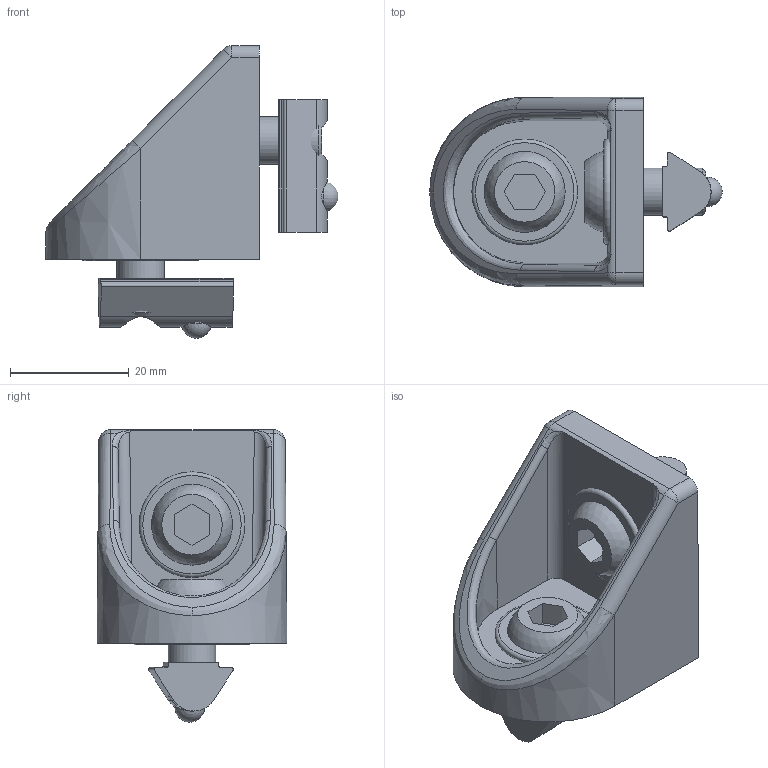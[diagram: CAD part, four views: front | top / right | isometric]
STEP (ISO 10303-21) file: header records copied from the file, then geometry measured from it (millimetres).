
FILE_DESCRIPTION(/* description */ (''),/* implementation_level */ '2;1');
FILE_NAME(/* name */ '10454_KriTec_Gelenkwinkel_8_Satz.stp',/* time_stamp */ '2020-04-02T11:58:46+02:00',/* author */ ('Nell'),/* organization */ (''),/* preprocessor_version */ 'ST-DEVELOPER v17',/* originating_system */ 'Autodesk Inventor 2018',/* authorisation */ '');
FILE_SCHEMA (('AUTOMOTIVE_DESIGN { 1 0 10303 214 3 1 1 }'));
Length unit declared in the file: millimetre
Products named in the file (5): 10454_KriTec_Gelenkwinkel_8_Satz; 10454a; 10454b; 11008; 11762
Assembly tree (6 placements, depth 2):
  10454_KriTec_Gelenkwinkel_8_Satz
    10454a
    10454b
    11008  x2
    11762  x2
Bounding box: 49.28 x 32 x 49.28 mm (x, y, z)
Volume: 19861.5 mm3; surface area: 11823.1 mm2
Topology: 6 solids, 6 shells, 115 faces, 306 edges, 213 vertices
Faces by surface type: plane 54, cylinder 37, cone 9, sphere 6, bspline 5, torus 4
Full cylindrical faces by diameter (mm): 6.647 x2, 8 x2, 8.8 x1, 9 x1, 13.9 x1, 14 x1, 19.9 x1, 20 x1
Entity records: 3994 total; most frequent: CARTESIAN_POINT 1748, DIRECTION 457, ORIENTED_EDGE 422, EDGE_CURVE 211, AXIS2_PLACEMENT_3D 182, VERTEX_POINT 146, LINE 93, VECTOR 93
